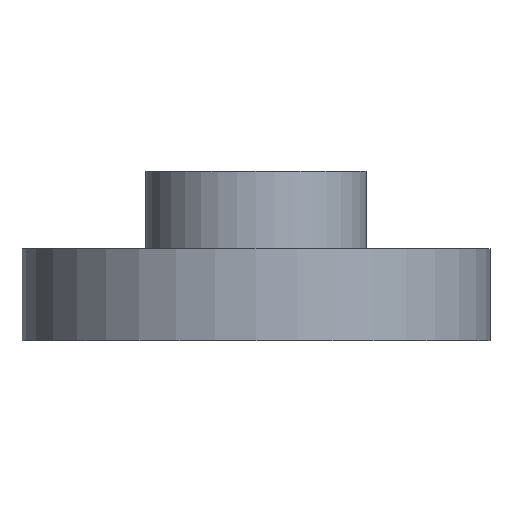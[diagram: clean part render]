
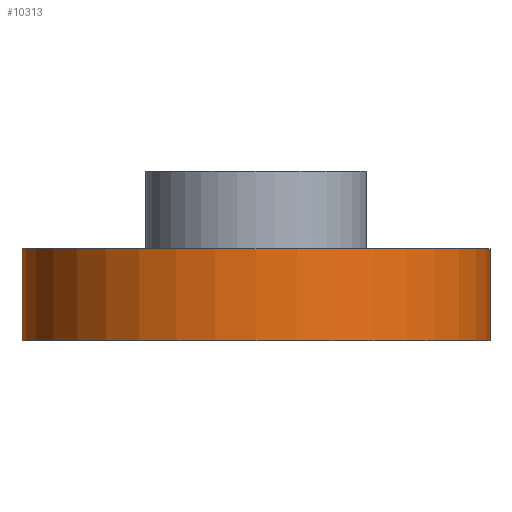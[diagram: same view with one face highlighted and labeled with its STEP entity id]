
A CAD part, front view. The second image highlights one B-rep face of the part: STEP entity #10313.
In plain terms, the highlighted cylindrical face has radius 12.7 mm (diameter 25.4 mm), a partial arc.
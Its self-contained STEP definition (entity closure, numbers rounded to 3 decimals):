
#1430 = CARTESIAN_POINT ( 'NONE',  ( -12.7, 0., 2.5 ) ) ;
#1468 = VERTEX_POINT ( 'NONE', #8318 ) ;
#1509 = CIRCLE ( 'NONE', #7339, 12.7 ) ;
#2151 = VERTEX_POINT ( 'NONE', #11528 ) ;
#2721 = CYLINDRICAL_SURFACE ( 'NONE', #5234, 12.7 ) ;
#3295 = DIRECTION ( 'NONE',  ( -1., 0., 0. ) ) ;
#4372 = DIRECTION ( 'NONE',  ( -1., 0., 0. ) ) ;
#4590 = AXIS2_PLACEMENT_3D ( 'NONE', #10679, #10616, #4372 ) ;
#4676 = EDGE_LOOP ( 'NONE', ( #10123, #15824, #6596, #14829 ) ) ;
#5171 = DIRECTION ( 'NONE',  ( -1., 0., 0. ) ) ;
#5234 = AXIS2_PLACEMENT_3D ( 'NONE', #6527, #11571, #5171 ) ;
#5749 = DIRECTION ( 'NONE',  ( 0., 0., -1. ) ) ;
#6066 = EDGE_CURVE ( 'NONE', #10177, #1468, #8997, .T. ) ;
#6527 = CARTESIAN_POINT ( 'NONE',  ( 0., 0., 2.5 ) ) ;
#6596 = ORIENTED_EDGE ( 'NONE', *, *, #6066, .T. ) ;
#7339 = AXIS2_PLACEMENT_3D ( 'NONE', #9581, #10729, #3295 ) ;
#8318 = CARTESIAN_POINT ( 'NONE',  ( -12.7, 0., -2.5 ) ) ;
#8493 = EDGE_CURVE ( 'NONE', #2151, #10177, #12660, .T. ) ;
#8577 = CARTESIAN_POINT ( 'NONE',  ( -12.7, 0., 2.5 ) ) ;
#8709 = LINE ( 'NONE', #9501, #14148 ) ;
#8997 = LINE ( 'NONE', #8577, #13279 ) ;
#9501 = CARTESIAN_POINT ( 'NONE',  ( 12.7, 0., 2.5 ) ) ;
#9581 = CARTESIAN_POINT ( 'NONE',  ( 0., 0., -2.5 ) ) ;
#10123 = ORIENTED_EDGE ( 'NONE', *, *, #14236, .F. ) ;
#10177 = VERTEX_POINT ( 'NONE', #1430 ) ;
#10313 = ADVANCED_FACE ( 'NONE', ( #13785 ), #2721, .T. ) ;
#10512 = CARTESIAN_POINT ( 'NONE',  ( 12.7, 0., -2.5 ) ) ;
#10616 = DIRECTION ( 'NONE',  ( 0., 0., -1. ) ) ;
#10679 = CARTESIAN_POINT ( 'NONE',  ( 0., 0., 2.5 ) ) ;
#10729 = DIRECTION ( 'NONE',  ( 0., 0., 1. ) ) ;
#11528 = CARTESIAN_POINT ( 'NONE',  ( 12.7, 0., 2.5 ) ) ;
#11571 = DIRECTION ( 'NONE',  ( 0., 0., -1. ) ) ;
#12608 = EDGE_CURVE ( 'NONE', #1468, #15640, #1509, .T. ) ;
#12660 = CIRCLE ( 'NONE', #4590, 12.7 ) ;
#13279 = VECTOR ( 'NONE', #13481, 1000. ) ;
#13481 = DIRECTION ( 'NONE',  ( 0., 0., -1. ) ) ;
#13785 = FACE_OUTER_BOUND ( 'NONE', #4676, .T. ) ;
#14148 = VECTOR ( 'NONE', #5749, 1000. ) ;
#14236 = EDGE_CURVE ( 'NONE', #2151, #15640, #8709, .T. ) ;
#14829 = ORIENTED_EDGE ( 'NONE', *, *, #12608, .T. ) ;
#15640 = VERTEX_POINT ( 'NONE', #10512 ) ;
#15824 = ORIENTED_EDGE ( 'NONE', *, *, #8493, .T. ) ;
